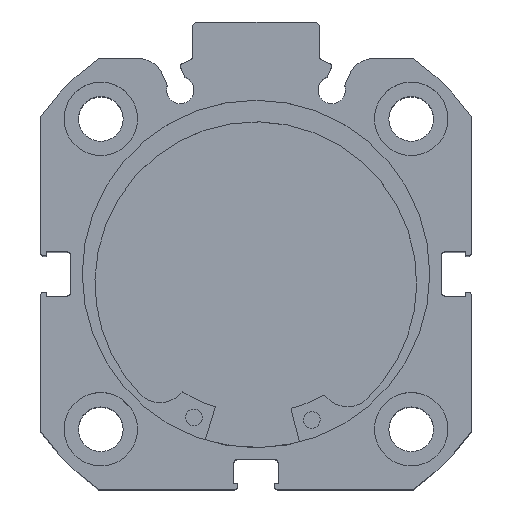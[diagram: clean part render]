
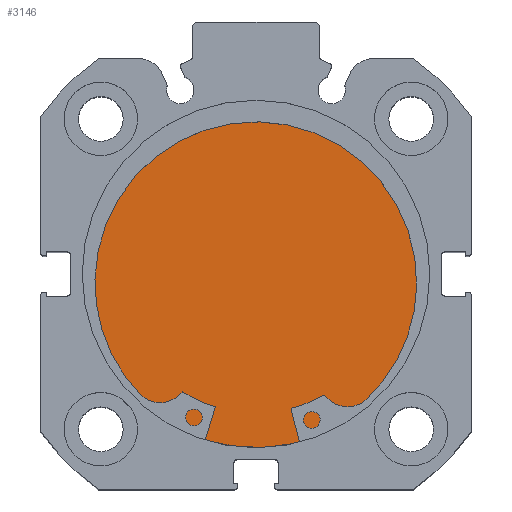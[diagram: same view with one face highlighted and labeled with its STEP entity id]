
A CAD part, top view. The second image highlights one B-rep face of the part: STEP entity #3146.
In plain terms, the highlighted face is planar.
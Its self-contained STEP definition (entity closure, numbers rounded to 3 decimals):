
#439 = DIRECTION ( 'NONE',  ( 0., 0., 1. ) ) ;
#440 = DIRECTION ( 'NONE',  ( -1., 0., 0. ) ) ;
#449 = PLANE ( 'NONE',  #6517 ) ;
#452 = CARTESIAN_POINT ( 'NONE',  ( 9., 26., 0. ) ) ;
#878 = CARTESIAN_POINT ( 'NONE',  ( 9., 0., -26. ) ) ;
#1076 = CARTESIAN_POINT ( 'NONE',  ( 9., 0., 26. ) ) ;
#1095 = VERTEX_POINT ( 'NONE', #1076 ) ;
#1418 = VERTEX_POINT ( 'NONE', #878 ) ;
#1531 = EDGE_LOOP ( 'NONE', ( #3361, #5878 ) ) ;
#2863 = CARTESIAN_POINT ( 'NONE',  ( 9., 0., 0. ) ) ;
#2870 = CARTESIAN_POINT ( 'NONE',  ( 9., 0., 0. ) ) ;
#2871 = DIRECTION ( 'NONE',  ( -1., 0., 0. ) ) ;
#2872 = DIRECTION ( 'NONE',  ( 0., 0., 1. ) ) ;
#2877 = DIRECTION ( 'NONE',  ( -1., 0., 0. ) ) ;
#2878 = DIRECTION ( 'NONE',  ( 0., 0., 1. ) ) ;
#3146 = ADVANCED_FACE ( 'NONE', ( #5355 ), #449, .F. ) ;
#3361 = ORIENTED_EDGE ( 'NONE', *, *, #6276, .F. ) ;
#3810 = CIRCLE ( 'NONE', #6818, 26. ) ;
#3814 = CIRCLE ( 'NONE', #6820, 26. ) ;
#5355 = FACE_OUTER_BOUND ( 'NONE', #1531, .T. ) ;
#5878 = ORIENTED_EDGE ( 'NONE', *, *, #6274, .F. ) ;
#6274 = EDGE_CURVE ( 'NONE', #1418, #1095, #3810, .T. ) ;
#6276 = EDGE_CURVE ( 'NONE', #1095, #1418, #3814, .T. ) ;
#6517 = AXIS2_PLACEMENT_3D ( 'NONE', #452, #440, #439 ) ;
#6818 = AXIS2_PLACEMENT_3D ( 'NONE', #2863, #2871, #2872 ) ;
#6820 = AXIS2_PLACEMENT_3D ( 'NONE', #2870, #2877, #2878 ) ;
